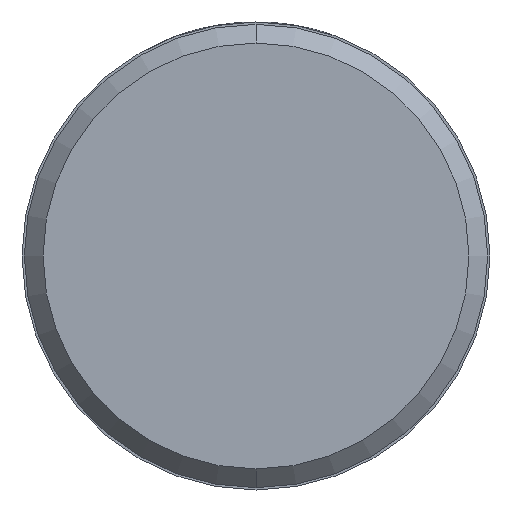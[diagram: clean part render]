
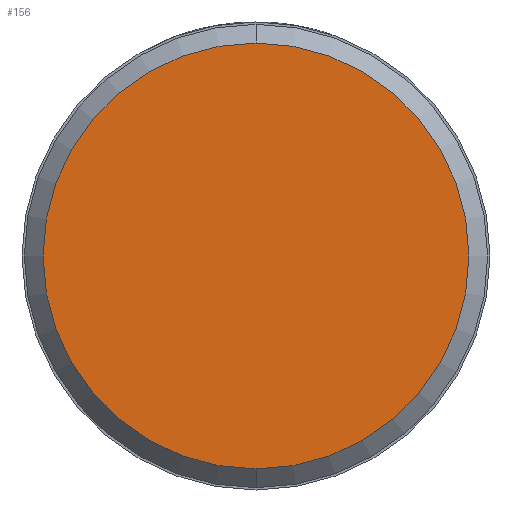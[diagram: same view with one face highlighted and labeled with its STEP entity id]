
A CAD part, front view. The second image highlights one B-rep face of the part: STEP entity #156.
In plain terms, the highlighted planar face has unit normal (0, -1, 0).
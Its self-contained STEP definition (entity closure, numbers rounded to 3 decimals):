
#9 = AXIS2_PLACEMENT_3D ( 'NONE', #2101, #2548, #23 ) ;
#19 = CARTESIAN_POINT ( 'NONE',  ( 0., 0., -22.75 ) ) ;
#23 = DIRECTION ( 'NONE',  ( 0., 0., 1. ) ) ;
#46 = AXIS2_PLACEMENT_3D ( 'NONE', #1249, #2798, #1450 ) ;
#156 = ADVANCED_FACE ( 'NONE', ( #382 ), #762, .F. ) ;
#259 = DIRECTION ( 'NONE',  ( 0., 0., 1. ) ) ;
#330 = EDGE_CURVE ( 'NONE', #733, #2732, #977, .T. ) ;
#382 = FACE_OUTER_BOUND ( 'NONE', #1434, .T. ) ;
#733 = VERTEX_POINT ( 'NONE', #19 ) ;
#762 = PLANE ( 'NONE',  #46 ) ;
#977 = CIRCLE ( 'NONE', #9, 22.75 ) ;
#1197 = DIRECTION ( 'NONE',  ( 0., -1., 0. ) ) ;
#1249 = CARTESIAN_POINT ( 'NONE',  ( 0., 0., 0. ) ) ;
#1372 = EDGE_CURVE ( 'NONE', #2732, #733, #2292, .T. ) ;
#1434 = EDGE_LOOP ( 'NONE', ( #2060, #1913 ) ) ;
#1450 = DIRECTION ( 'NONE',  ( 0., 0., 1. ) ) ;
#1787 = CARTESIAN_POINT ( 'NONE',  ( 0., 0., 22.75 ) ) ;
#1913 = ORIENTED_EDGE ( 'NONE', *, *, #330, .T. ) ;
#2060 = ORIENTED_EDGE ( 'NONE', *, *, #1372, .T. ) ;
#2101 = CARTESIAN_POINT ( 'NONE',  ( 0., 0., 0. ) ) ;
#2292 = CIRCLE ( 'NONE', #2521, 22.75 ) ;
#2521 = AXIS2_PLACEMENT_3D ( 'NONE', #2532, #1197, #259 ) ;
#2532 = CARTESIAN_POINT ( 'NONE',  ( 0., 0., 0. ) ) ;
#2548 = DIRECTION ( 'NONE',  ( 0., -1., 0. ) ) ;
#2732 = VERTEX_POINT ( 'NONE', #1787 ) ;
#2798 = DIRECTION ( 'NONE',  ( 0., 1., 0. ) ) ;
